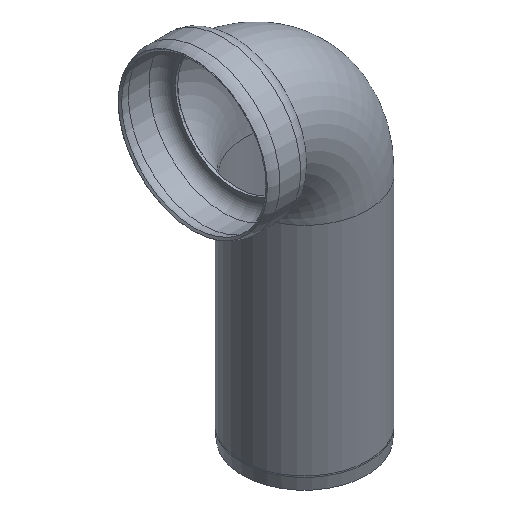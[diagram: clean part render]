
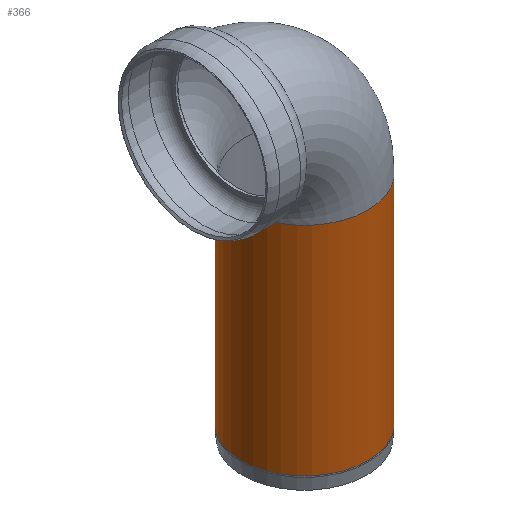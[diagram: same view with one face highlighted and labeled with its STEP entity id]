
A CAD part, isometric view. The second image highlights one B-rep face of the part: STEP entity #366.
In plain terms, the highlighted cylindrical face has radius 510 mm (diameter 1020 mm), a full revolution.
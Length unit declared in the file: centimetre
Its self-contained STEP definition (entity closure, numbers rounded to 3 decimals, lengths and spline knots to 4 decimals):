
#39=CYLINDRICAL_SURFACE('',#405,51.);
#57=FACE_OUTER_BOUND('',#81,.T.);
#81=EDGE_LOOP('',(#276,#277,#278,#279,#280));
#106=LINE('',#629,#116);
#116=VECTOR('',#499,51.);
#132=CIRCLE('',#404,51.);
#133=CIRCLE('',#406,51.);
#134=CIRCLE('',#407,51.);
#170=VERTEX_POINT('',#622);
#171=VERTEX_POINT('',#625);
#172=VERTEX_POINT('',#626);
#210=EDGE_CURVE('',#170,#170,#132,.T.);
#211=EDGE_CURVE('',#171,#172,#133,.T.);
#212=EDGE_CURVE('',#172,#171,#134,.T.);
#213=EDGE_CURVE('',#172,#170,#106,.T.);
#276=ORIENTED_EDGE('',*,*,#211,.F.);
#277=ORIENTED_EDGE('',*,*,#212,.F.);
#278=ORIENTED_EDGE('',*,*,#213,.T.);
#279=ORIENTED_EDGE('',*,*,#210,.T.);
#280=ORIENTED_EDGE('',*,*,#213,.F.);
#366=ADVANCED_FACE('',(#57),#39,.T.);
#404=AXIS2_PLACEMENT_3D('',#623,#491,#492);
#405=AXIS2_PLACEMENT_3D('',#624,#493,#494);
#406=AXIS2_PLACEMENT_3D('',#627,#495,#496);
#407=AXIS2_PLACEMENT_3D('',#628,#497,#498);
#491=DIRECTION('center_axis',(0.,0.,
-1.));
#492=DIRECTION('ref_axis',(-1.,0.,0.));
#493=DIRECTION('center_axis',(0.,0.,
-1.));
#494=DIRECTION('ref_axis',(1.,0.,0.));
#495=DIRECTION('center_axis',(0.,0.,
-1.));
#496=DIRECTION('ref_axis',(-1.,0.,0.));
#497=DIRECTION('center_axis',(0.,0.,
-1.));
#498=DIRECTION('ref_axis',(-1.,0.,0.));
#499=DIRECTION('',(0.,0.,1.));
#622=CARTESIAN_POINT('',(-51.,0.,185.));
#623=CARTESIAN_POINT('Origin',(0.,0.,185.));
#624=CARTESIAN_POINT('Origin',(0.,0.,97.762));
#625=CARTESIAN_POINT('',(0.,51.,10.5239));
#626=CARTESIAN_POINT('',(-51.,0.,10.5239));
#627=CARTESIAN_POINT('Origin',(0.,0.,10.5239));
#628=CARTESIAN_POINT('Origin',(0.,0.,10.5239));
#629=CARTESIAN_POINT('',(-51.,0.,97.762));
